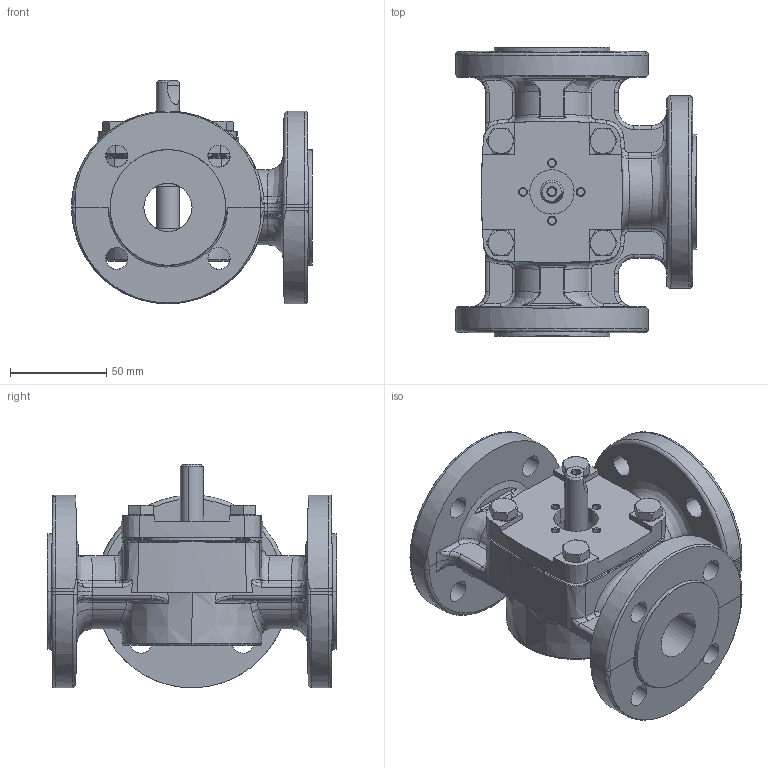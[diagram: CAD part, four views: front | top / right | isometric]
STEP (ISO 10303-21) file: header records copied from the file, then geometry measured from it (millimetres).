
FILE_DESCRIPTION(('CATIA V5 STEP'),'2;1');
FILE_NAME('3F25.stp','2013-02-14T11:43:35+00:00',('none'),('none'),'CATIA Version 5 Release 20 SP 6 (IN-10)','CATIA V5 STEP AP203','none');
FILE_SCHEMA(('CONFIG_CONTROL_DESIGN'));
Length unit declared in the file: millimetre
Products named in the file (1): 3F25
Assembly tree (7 placements, depth 2):
  3F25
    #58
    #28680
    #29057
    #33608  x4
Bounding box: 125 x 150 x 116 mm (x, y, z)
Volume: 503354.6 mm3; surface area: 134579.1 mm2
Topology: 7 solids, 7 shells, 1436 faces, 3272 edges, 1847 vertices
Faces by surface type: cone 399, torus 340, cylinder 325, plane 196, bspline 164, sphere 12
Entity records: 38770 total; most frequent: CARTESIAN_POINT 21872, ORIENTED_EDGE 4024, DIRECTION 2379, EDGE_CURVE 2012, AXIS2_PLACEMENT_3D 1245, VERTEX_POINT 1217, EDGE_LOOP 887, ADVANCED_FACE 821
